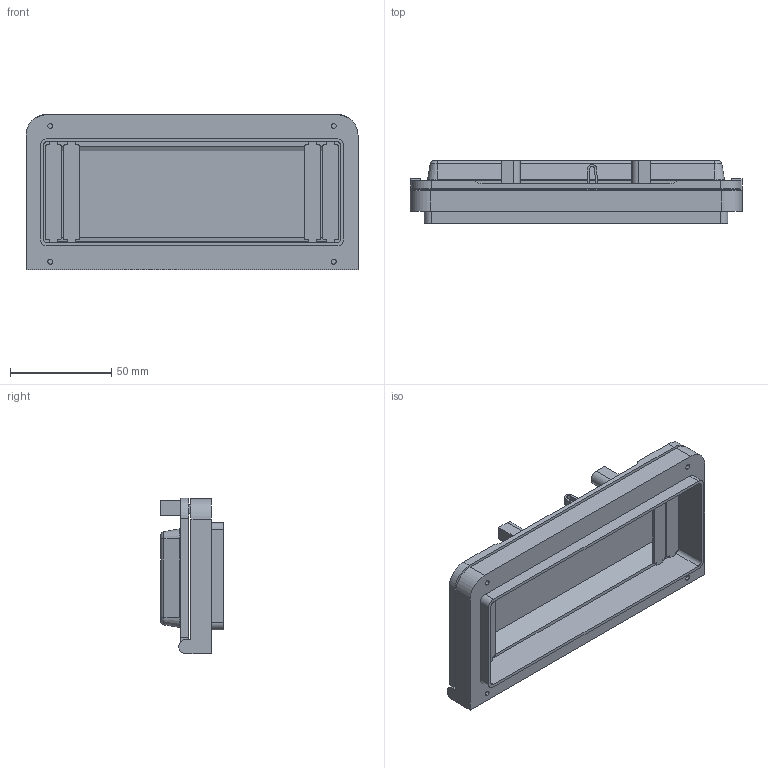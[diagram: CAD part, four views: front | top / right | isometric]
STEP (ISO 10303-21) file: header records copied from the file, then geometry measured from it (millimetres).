
FILE_DESCRIPTION (( 'STEP AP203' ), '1' );
FILE_NAME ('L08_Default.step', '2025-08-29T17:56:00', ( 'Windows User' ), ( 'AUTOMATION DIRECT' ), 'SwSTEP 2.0', 'SolidWorks 2024', '' );
FILE_SCHEMA (( 'CONFIG_CONTROL_DESIGN' ));
Length unit declared in the file: millimetre
Products named in the file (1): L08_Default
Bounding box: 164 x 31 x 76.8 mm (x, y, z)
Volume: 99863.3 mm3; surface area: 61119 mm2
Topology: 1 solids, 1 shells, 185 faces, 521 edges, 342 vertices
Faces by surface type: plane 110, cylinder 59, cone 8, torus 8
Entity records: 6086 total; most frequent: CARTESIAN_POINT 1049, ORIENTED_EDGE 1042, DIRECTION 1035, EDGE_CURVE 521, LINE 379, VECTOR 379, VERTEX_POINT 342, AXIS2_PLACEMENT_3D 328
